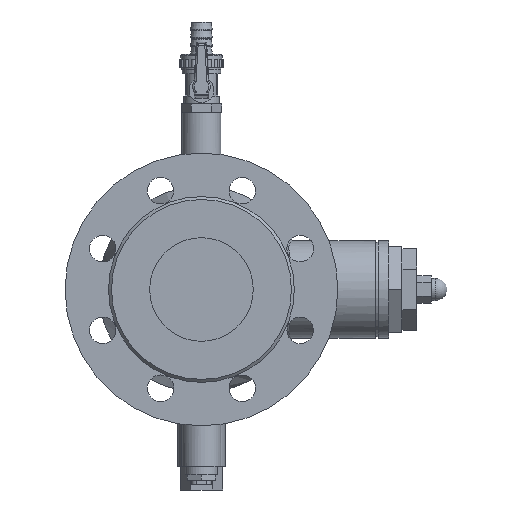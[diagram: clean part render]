
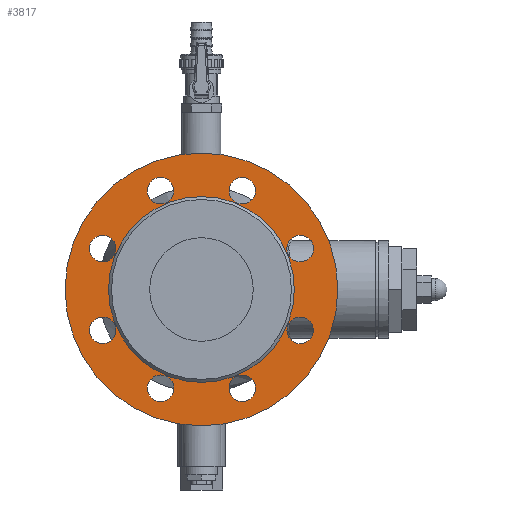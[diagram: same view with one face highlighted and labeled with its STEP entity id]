
A CAD part, left-side view. The second image highlights one B-rep face of the part: STEP entity #3817.
In plain terms, the highlighted planar face has unit normal (-1, 0, 0).
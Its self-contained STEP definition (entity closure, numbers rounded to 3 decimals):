
#171=PLANE('',#4287);
#284=FACE_BOUND('',#870,.T.);
#285=FACE_BOUND('',#871,.T.);
#286=FACE_BOUND('',#872,.T.);
#287=FACE_BOUND('',#873,.T.);
#288=FACE_BOUND('',#874,.T.);
#289=FACE_BOUND('',#875,.T.);
#290=FACE_BOUND('',#876,.T.);
#291=FACE_BOUND('',#877,.T.);
#292=FACE_BOUND('',#878,.T.);
#535=FACE_OUTER_BOUND('',#869,.T.);
#869=EDGE_LOOP('',(#3485));
#870=EDGE_LOOP('',(#3486));
#871=EDGE_LOOP('',(#3487));
#872=EDGE_LOOP('',(#3488));
#873=EDGE_LOOP('',(#3489));
#874=EDGE_LOOP('',(#3490));
#875=EDGE_LOOP('',(#3491));
#876=EDGE_LOOP('',(#3492));
#877=EDGE_LOOP('',(#3493));
#878=EDGE_LOOP('',(#3494));
#1111=CIRCLE('',#4245,9.);
#1113=CIRCLE('',#4248,9.);
#1115=CIRCLE('',#4251,9.);
#1117=CIRCLE('',#4254,9.);
#1119=CIRCLE('',#4257,9.);
#1121=CIRCLE('',#4260,9.);
#1123=CIRCLE('',#4263,9.);
#1125=CIRCLE('',#4266,9.);
#1134=CIRCLE('',#4286,63.);
#1135=CIRCLE('',#4288,92.5);
#1973=VERTEX_POINT('',#7163);
#1975=VERTEX_POINT('',#7168);
#1977=VERTEX_POINT('',#7173);
#1979=VERTEX_POINT('',#7178);
#1981=VERTEX_POINT('',#7183);
#1983=VERTEX_POINT('',#7188);
#1985=VERTEX_POINT('',#7193);
#1987=VERTEX_POINT('',#7198);
#1996=VERTEX_POINT('',#7227);
#1997=VERTEX_POINT('',#7230);
#2477=EDGE_CURVE('',#1973,#1973,#1111,.T.);
#2479=EDGE_CURVE('',#1975,#1975,#1113,.T.);
#2481=EDGE_CURVE('',#1977,#1977,#1115,.T.);
#2483=EDGE_CURVE('',#1979,#1979,#1117,.T.);
#2485=EDGE_CURVE('',#1981,#1981,#1119,.T.);
#2487=EDGE_CURVE('',#1983,#1983,#1121,.T.);
#2489=EDGE_CURVE('',#1985,#1985,#1123,.T.);
#2491=EDGE_CURVE('',#1987,#1987,#1125,.T.);
#2500=EDGE_CURVE('',#1996,#1996,#1134,.T.);
#2501=EDGE_CURVE('',#1997,#1997,#1135,.T.);
#3485=ORIENTED_EDGE('',*,*,#2501,.F.);
#3486=ORIENTED_EDGE('',*,*,#2477,.T.);
#3487=ORIENTED_EDGE('',*,*,#2479,.T.);
#3488=ORIENTED_EDGE('',*,*,#2481,.T.);
#3489=ORIENTED_EDGE('',*,*,#2483,.T.);
#3490=ORIENTED_EDGE('',*,*,#2485,.T.);
#3491=ORIENTED_EDGE('',*,*,#2487,.T.);
#3492=ORIENTED_EDGE('',*,*,#2489,.T.);
#3493=ORIENTED_EDGE('',*,*,#2491,.T.);
#3494=ORIENTED_EDGE('',*,*,#2500,.T.);
#3817=ADVANCED_FACE('',(#535,#284,#285,#286,#287,#288,#289,#290,#291,#292),
#171,.T.);
#4245=AXIS2_PLACEMENT_3D('',#7164,#5393,#5394);
#4248=AXIS2_PLACEMENT_3D('',#7169,#5399,#5400);
#4251=AXIS2_PLACEMENT_3D('',#7174,#5405,#5406);
#4254=AXIS2_PLACEMENT_3D('',#7179,#5411,#5412);
#4257=AXIS2_PLACEMENT_3D('',#7184,#5417,#5418);
#4260=AXIS2_PLACEMENT_3D('',#7189,#5423,#5424);
#4263=AXIS2_PLACEMENT_3D('',#7194,#5429,#5430);
#4266=AXIS2_PLACEMENT_3D('',#7199,#5435,#5436);
#4286=AXIS2_PLACEMENT_3D('',#7228,#5475,#5476);
#4287=AXIS2_PLACEMENT_3D('',#7229,#5477,#5478);
#4288=AXIS2_PLACEMENT_3D('',#7231,#5479,#5480);
#5393=DIRECTION('center_axis',(1.,0.,0.));
#5394=DIRECTION('ref_axis',(0.,0.707,-0.707));
#5399=DIRECTION('center_axis',(1.,0.,0.));
#5400=DIRECTION('ref_axis',(0.,0.,-1.));
#5405=DIRECTION('center_axis',(1.,0.,0.));
#5406=DIRECTION('ref_axis',(0.,-0.707,-0.707));
#5411=DIRECTION('center_axis',(1.,0.,0.));
#5412=DIRECTION('ref_axis',(0.,-1.,0.));
#5417=DIRECTION('center_axis',(1.,0.,0.));
#5418=DIRECTION('ref_axis',(0.,-0.707,0.707));
#5423=DIRECTION('center_axis',(1.,0.,0.));
#5424=DIRECTION('ref_axis',(0.,0.,1.));
#5429=DIRECTION('center_axis',(1.,0.,0.));
#5430=DIRECTION('ref_axis',(0.,0.707,0.707));
#5435=DIRECTION('center_axis',(1.,0.,0.));
#5436=DIRECTION('ref_axis',(0.,1.,0.));
#5475=DIRECTION('center_axis',(1.,0.,0.));
#5476=DIRECTION('ref_axis',(0.,1.,0.));
#5477=DIRECTION('center_axis',(-1.,0.,0.));
#5478=DIRECTION('ref_axis',(0.,-1.,0.));
#5479=DIRECTION('center_axis',(1.,0.,0.));
#5480=DIRECTION('ref_axis',(0.,1.,0.));
#7163=CARTESIAN_POINT('',(2.,60.617,-21.381));
#7164=CARTESIAN_POINT('Origin',(2.,66.981,-27.745));
#7168=CARTESIAN_POINT('',(2.,27.745,-57.981));
#7169=CARTESIAN_POINT('Origin',(2.,27.745,-66.981));
#7173=CARTESIAN_POINT('',(2.,-21.381,-60.617));
#7174=CARTESIAN_POINT('Origin',(2.,-27.745,-66.981));
#7178=CARTESIAN_POINT('',(2.,-57.981,-27.745));
#7179=CARTESIAN_POINT('Origin',(2.,-66.981,-27.745));
#7183=CARTESIAN_POINT('',(2.,-60.617,21.381));
#7184=CARTESIAN_POINT('Origin',(2.,-66.981,27.745));
#7188=CARTESIAN_POINT('',(2.,-27.745,57.981));
#7189=CARTESIAN_POINT('Origin',(2.,-27.745,66.981));
#7193=CARTESIAN_POINT('',(2.,21.381,60.617));
#7194=CARTESIAN_POINT('Origin',(2.,27.745,66.981));
#7198=CARTESIAN_POINT('',(2.,57.981,27.745));
#7199=CARTESIAN_POINT('Origin',(2.,66.981,27.745));
#7227=CARTESIAN_POINT('',(2.,0.,63.));
#7228=CARTESIAN_POINT('Origin',(2.,0.,0.));
#7229=CARTESIAN_POINT('Origin',(2.,0.,92.5));
#7230=CARTESIAN_POINT('',(2.,0.,92.5));
#7231=CARTESIAN_POINT('Origin',(2.,0.,0.));
